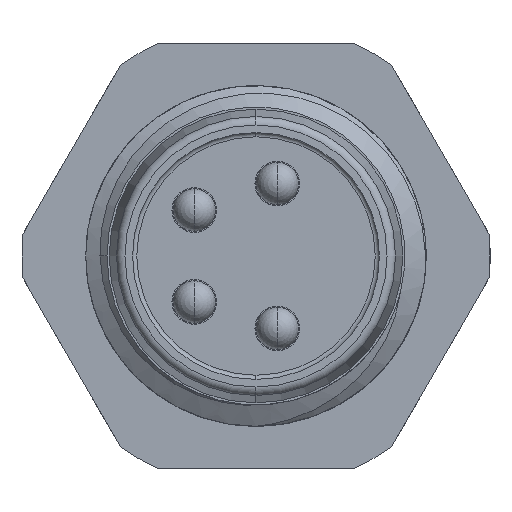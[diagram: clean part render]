
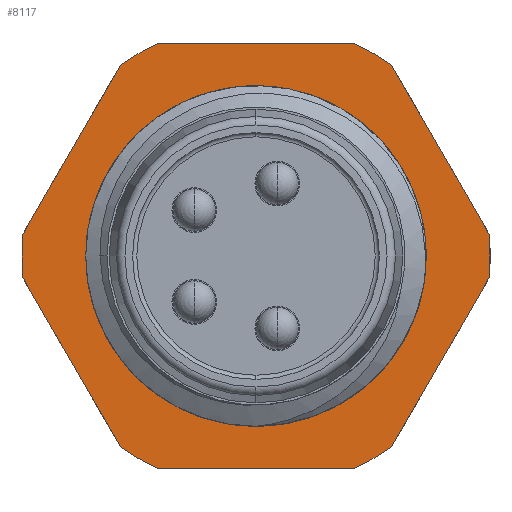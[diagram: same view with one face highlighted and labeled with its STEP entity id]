
A CAD part, left-side view. The second image highlights one B-rep face of the part: STEP entity #8117.
In plain terms, the highlighted planar face has unit normal (-1, 0, 0).
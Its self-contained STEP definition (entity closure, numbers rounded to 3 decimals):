
#3078=CARTESIAN_POINT('',(6.5,0.,0.));
#3079=DIRECTION('',(1.,0.,0.));
#3080=DIRECTION('',(0.,0.,-1.));
#3081=AXIS2_PLACEMENT_3D('',#3078,#3079,#3080);
#3423=CARTESIAN_POINT('',(6.5,0.,0.));
#3424=DIRECTION('',(1.,0.,0.));
#3425=DIRECTION('',(0.,1.,0.));
#3426=AXIS2_PLACEMENT_3D('',#3423,#3424,#3425);
#3521=CARTESIAN_POINT('',(6.5,0.,0.));
#3522=DIRECTION('',(1.,0.,0.));
#3523=DIRECTION('',(0.,0.996,-0.094));
#3524=AXIS2_PLACEMENT_3D('',#3521,#3522,#3523);
#3526=DIRECTION('',(0.,-0.5,0.866));
#3527=VECTOR('',#3526,4.583);
#3528=CARTESIAN_POINT('',(6.5,5.476,0.516));
#3529=LINE('',#3528,#3527);
#3530=CARTESIAN_POINT('',(6.5,0.,0.));
#3531=DIRECTION('',(1.,0.,0.));
#3532=DIRECTION('',(0.,0.579,0.815));
#3533=AXIS2_PLACEMENT_3D('',#3530,#3531,#3532);
#3535=DIRECTION('',(0.,-1.,0.));
#3536=VECTOR('',#3535,4.583);
#3537=CARTESIAN_POINT('',(6.5,2.291,5.));
#3538=LINE('',#3537,#3536);
#3539=CARTESIAN_POINT('',(6.5,0.,0.));
#3540=DIRECTION('',(1.,0.,0.));
#3541=DIRECTION('',(0.,-0.417,0.909));
#3542=AXIS2_PLACEMENT_3D('',#3539,#3540,#3541);
#3544=DIRECTION('',(0.,-0.5,-0.866));
#3545=VECTOR('',#3544,4.583);
#3546=CARTESIAN_POINT('',(6.5,-3.184,4.484));
#3547=LINE('',#3546,#3545);
#3548=CARTESIAN_POINT('',(6.5,0.,0.));
#3549=DIRECTION('',(1.,0.,0.));
#3550=DIRECTION('',(0.,-0.996,0.094));
#3551=AXIS2_PLACEMENT_3D('',#3548,#3549,#3550);
#3553=DIRECTION('',(0.,0.5,-0.866));
#3554=VECTOR('',#3553,4.583);
#3555=CARTESIAN_POINT('',(6.5,-5.476,-0.516));
#3556=LINE('',#3555,#3554);
#3557=CARTESIAN_POINT('',(6.5,0.,0.));
#3558=DIRECTION('',(1.,0.,0.));
#3559=DIRECTION('',(0.,-0.579,-0.815));
#3560=AXIS2_PLACEMENT_3D('',#3557,#3558,#3559);
#3562=DIRECTION('',(0.,1.,0.));
#3563=VECTOR('',#3562,4.583);
#3564=CARTESIAN_POINT('',(6.5,-2.291,-5.));
#3565=LINE('',#3564,#3563);
#3566=CARTESIAN_POINT('',(6.5,0.,0.));
#3567=DIRECTION('',(1.,0.,0.));
#3568=DIRECTION('',(0.,0.417,-0.909));
#3569=AXIS2_PLACEMENT_3D('',#3566,#3567,#3568);
#3571=DIRECTION('',(0.,0.5,0.866));
#3572=VECTOR('',#3571,4.583);
#3573=CARTESIAN_POINT('',(6.5,3.184,-4.484));
#3574=LINE('',#3573,#3572);
#7066=CARTESIAN_POINT('',(6.5,5.476,-0.516));
#7067=CARTESIAN_POINT('',(6.5,5.476,0.516));
#7068=VERTEX_POINT('',#7066);
#7069=VERTEX_POINT('',#7067);
#7070=CARTESIAN_POINT('',(6.5,3.184,4.484));
#7071=VERTEX_POINT('',#7070);
#7072=CARTESIAN_POINT('',(6.5,2.291,5.));
#7073=VERTEX_POINT('',#7072);
#7074=CARTESIAN_POINT('',(6.5,-2.291,5.));
#7075=VERTEX_POINT('',#7074);
#7076=CARTESIAN_POINT('',(6.5,-3.184,4.484));
#7077=VERTEX_POINT('',#7076);
#7078=CARTESIAN_POINT('',(6.5,-5.476,0.516));
#7079=VERTEX_POINT('',#7078);
#7080=CARTESIAN_POINT('',(6.5,-5.476,-0.516));
#7081=VERTEX_POINT('',#7080);
#7082=CARTESIAN_POINT('',(6.5,-3.184,-4.484));
#7083=VERTEX_POINT('',#7082);
#7084=CARTESIAN_POINT('',(6.5,-2.291,-5.));
#7085=VERTEX_POINT('',#7084);
#7086=CARTESIAN_POINT('',(6.5,2.291,-5.));
#7087=VERTEX_POINT('',#7086);
#7088=CARTESIAN_POINT('',(6.5,3.184,-4.484));
#7089=VERTEX_POINT('',#7088);
#7095=CARTESIAN_POINT('',(6.5,0.,-4.));
#7097=VERTEX_POINT('',#7095);
#7112=CARTESIAN_POINT('',(6.5,4.,0.));
#7113=VERTEX_POINT('',#7112);
#8082=CARTESIAN_POINT('',(6.5,0.,0.));
#8083=DIRECTION('',(1.,0.,0.));
#8084=DIRECTION('',(0.,0.,-1.));
#8085=AXIS2_PLACEMENT_3D('',#8082,#8083,#8084);
#8086=PLANE('',#8085);
#8088=ORIENTED_EDGE('',*,*,#8087,.T.);
#8090=ORIENTED_EDGE('',*,*,#8089,.T.);
#8092=ORIENTED_EDGE('',*,*,#8091,.T.);
#8094=ORIENTED_EDGE('',*,*,#8093,.T.);
#8096=ORIENTED_EDGE('',*,*,#8095,.T.);
#8098=ORIENTED_EDGE('',*,*,#8097,.T.);
#8100=ORIENTED_EDGE('',*,*,#8099,.T.);
#8102=ORIENTED_EDGE('',*,*,#8101,.T.);
#8104=ORIENTED_EDGE('',*,*,#8103,.T.);
#8106=ORIENTED_EDGE('',*,*,#8105,.T.);
#8108=ORIENTED_EDGE('',*,*,#8107,.T.);
#8110=ORIENTED_EDGE('',*,*,#8109,.T.);
#8111=EDGE_LOOP('',(#8088,#8090,#8092,#8094,#8096,#8098,#8100,#8102,#8104,#8106,
#8108,#8110));
#8112=FACE_OUTER_BOUND('',#8111,.F.);
#8113=ORIENTED_EDGE('',*,*,#8063,.F.);
#8114=ORIENTED_EDGE('',*,*,#7684,.F.);
#8115=EDGE_LOOP('',(#8113,#8114));
#8116=FACE_BOUND('',#8115,.F.);
#3082=CIRCLE('',#3081,4.);
#3427=CIRCLE('',#3426,4.);
#3525=CIRCLE('',#3524,5.5);
#3534=CIRCLE('',#3533,5.5);
#3543=CIRCLE('',#3542,5.5);
#3552=CIRCLE('',#3551,5.5);
#3561=CIRCLE('',#3560,5.5);
#3570=CIRCLE('',#3569,5.5);
#7684=EDGE_CURVE('',#7097,#7113,#3082,.T.);
#8063=EDGE_CURVE('',#7113,#7097,#3427,.T.);
#8087=EDGE_CURVE('',#7068,#7069,#3525,.T.);
#8089=EDGE_CURVE('',#7069,#7071,#3529,.T.);
#8091=EDGE_CURVE('',#7071,#7073,#3534,.T.);
#8093=EDGE_CURVE('',#7073,#7075,#3538,.T.);
#8095=EDGE_CURVE('',#7075,#7077,#3543,.T.);
#8097=EDGE_CURVE('',#7077,#7079,#3547,.T.);
#8099=EDGE_CURVE('',#7079,#7081,#3552,.T.);
#8101=EDGE_CURVE('',#7081,#7083,#3556,.T.);
#8103=EDGE_CURVE('',#7083,#7085,#3561,.T.);
#8105=EDGE_CURVE('',#7085,#7087,#3565,.T.);
#8107=EDGE_CURVE('',#7087,#7089,#3570,.T.);
#8109=EDGE_CURVE('',#7089,#7068,#3574,.T.);
#8117=ADVANCED_FACE('',(#8112,#8116),#8086,.F.);
